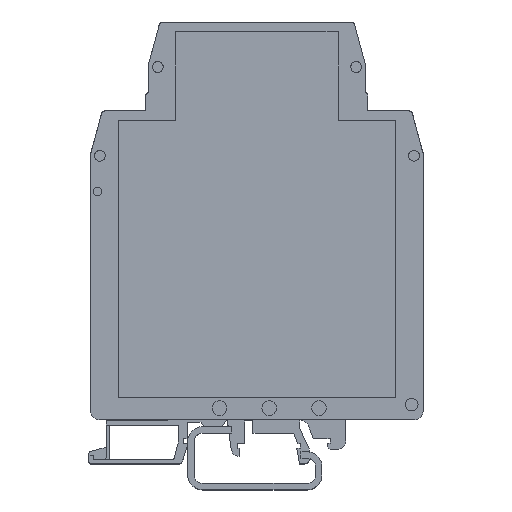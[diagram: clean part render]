
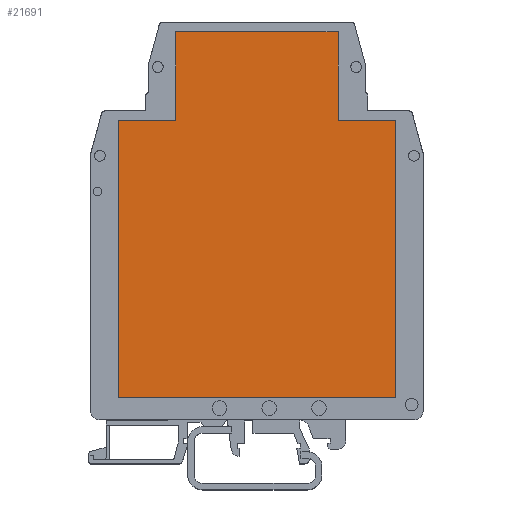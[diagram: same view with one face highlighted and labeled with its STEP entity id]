
A CAD part, top view. The second image highlights one B-rep face of the part: STEP entity #21691.
In plain terms, the highlighted face is planar.
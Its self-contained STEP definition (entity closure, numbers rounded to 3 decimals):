
#19452=CARTESIAN_POINT('',(-260.856,200.222,0.17));
#19453=VERTEX_POINT('',#19452);
#19460=CARTESIAN_POINT('',(-274.631,200.222,0.17));
#19461=VERTEX_POINT('',#19460);
#19462=CARTESIAN_POINT('',(-274.631,200.222,0.17));
#19463=DIRECTION('',(1.0,0.0,0.0));
#19464=VECTOR('',#19463,13.775);
#19465=LINE('',#19462,#19464);
#19466=EDGE_CURVE('',#19461,#19453,#19465,.T.);
#20030=CARTESIAN_POINT('',(-222.206,221.422,0.17));
#20031=VERTEX_POINT('',#20030);
#20038=CARTESIAN_POINT('',(-260.856,221.422,0.17));
#20039=VERTEX_POINT('',#20038);
#20040=CARTESIAN_POINT('',(-260.856,221.422,0.17));
#20041=DIRECTION('',(1.0,0.0,0.0));
#20042=VECTOR('',#20041,38.65);
#20043=LINE('',#20040,#20042);
#20044=EDGE_CURVE('',#20039,#20031,#20043,.T.);
#20999=CARTESIAN_POINT('',(-222.206,200.222,0.17));
#21000=VERTEX_POINT('',#20999);
#21007=CARTESIAN_POINT('',(-222.206,221.422,0.17));
#21008=DIRECTION('',(0.0,-1.0,0.0));
#21009=VECTOR('',#21008,21.2);
#21010=LINE('',#21007,#21009);
#21011=EDGE_CURVE('',#20031,#21000,#21010,.T.);
#21198=CARTESIAN_POINT('',(-208.431,134.322,0.17));
#21199=VERTEX_POINT('',#21198);
#21206=CARTESIAN_POINT('',(-208.431,200.222,0.17));
#21207=VERTEX_POINT('',#21206);
#21208=CARTESIAN_POINT('',(-208.431,200.222,0.17));
#21209=DIRECTION('',(0.0,-1.0,0.0));
#21210=VECTOR('',#21209,65.9);
#21211=LINE('',#21208,#21210);
#21212=EDGE_CURVE('',#21207,#21199,#21211,.T.);
#21573=CARTESIAN_POINT('',(-222.206,200.222,0.17));
#21574=DIRECTION('',(1.0,0.0,0.0));
#21575=VECTOR('',#21574,13.775);
#21576=LINE('',#21573,#21575);
#21577=EDGE_CURVE('',#21000,#21207,#21576,.T.);
#21630=CARTESIAN_POINT('',(-274.631,134.322,0.17));
#21631=VERTEX_POINT('',#21630);
#21638=CARTESIAN_POINT('',(-208.431,134.322,0.17));
#21639=DIRECTION('',(-1.0,0.0,0.0));
#21640=VECTOR('',#21639,66.2);
#21641=LINE('',#21638,#21640);
#21642=EDGE_CURVE('',#21199,#21631,#21641,.T.);
#21666=CARTESIAN_POINT('',(-330.681,128.922,0.17));
#21667=DIRECTION('',(0.0,0.0,1.0));
#21668=DIRECTION('',(1.0,0.0,0.0));
#21669=AXIS2_PLACEMENT_3D('',#21666,#21667,#21668);
#21670=PLANE('',#21669);
#21671=ORIENTED_EDGE('',*,*,#20044,.T.);
#21672=ORIENTED_EDGE('',*,*,#21011,.T.);
#21673=ORIENTED_EDGE('',*,*,#21577,.T.);
#21674=ORIENTED_EDGE('',*,*,#21212,.T.);
#21675=ORIENTED_EDGE('',*,*,#21642,.T.);
#21676=CARTESIAN_POINT('',(-274.631,134.322,0.17));
#21677=DIRECTION('',(0.0,1.0,0.0));
#21678=VECTOR('',#21677,65.9);
#21679=LINE('',#21676,#21678);
#21680=EDGE_CURVE('',#21631,#19461,#21679,.T.);
#21681=ORIENTED_EDGE('',*,*,#21680,.T.);
#21682=ORIENTED_EDGE('',*,*,#19466,.T.);
#21683=CARTESIAN_POINT('',(-260.856,200.222,0.17));
#21684=DIRECTION('',(0.0,1.0,0.0));
#21685=VECTOR('',#21684,21.2);
#21686=LINE('',#21683,#21685);
#21687=EDGE_CURVE('',#19453,#20039,#21686,.T.);
#21688=ORIENTED_EDGE('',*,*,#21687,.T.);
#21689=EDGE_LOOP('',(#21671,#21672,#21673,#21674,#21675,#21681,#21682,#21688));
#21690=FACE_OUTER_BOUND('',#21689,.T.);
#21691=ADVANCED_FACE('',(#21690),#21670,.F.);
